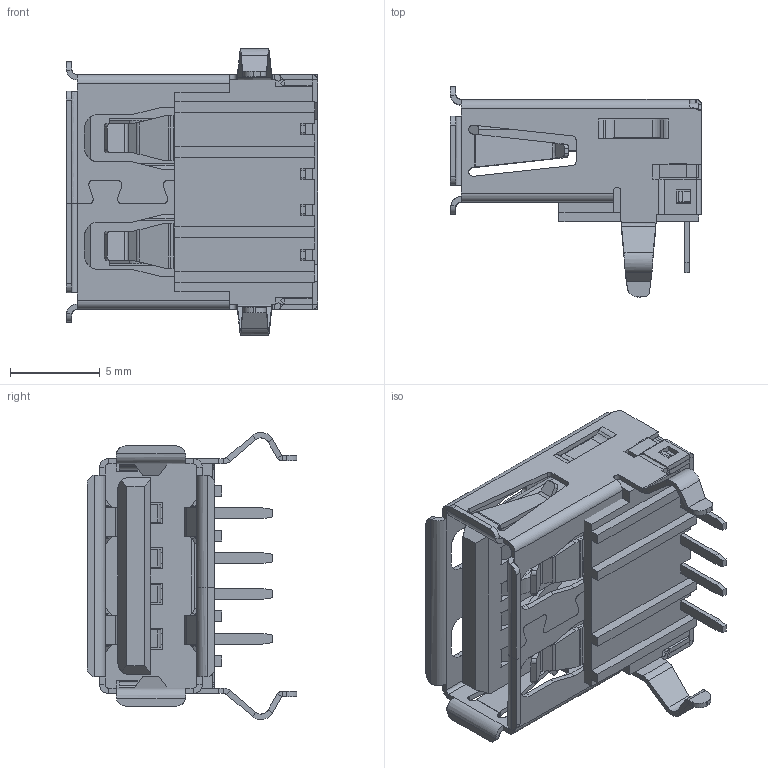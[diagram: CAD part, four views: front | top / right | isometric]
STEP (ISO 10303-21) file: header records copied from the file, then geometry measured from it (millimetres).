
FILE_DESCRIPTION(('CATIA V5 STEP Exchange','CAx-IF Rec.Pracs.--- Model Styling and Organization---1.4--- 2014-01-23'),'2;1');
FILE_NAME ('441735-2_0_2563710000_2563710000.stp','2018-12-18T12:25:24+00:00',('none'),('Weidmueller'),'CATIA Version 5-6 Release 2016 SP3 HF44','CATIA V5 STEP AP214','none');
FILE_SCHEMA(('AUTOMOTIVE_DESIGN { 1 0 10303 214 1 1 1 1 }'));
Length unit declared in the file: millimetre
Products named in the file (1): 2563710000
Bounding box: 14 x 11.7 x 16 mm (x, y, z)
Volume: 426.1 mm3; surface area: 2118.7 mm2
Topology: 1 solids, 626 shells, 1045 faces, 4169 edges, 3728 vertices
Faces by surface type: plane 784, revolution 179, bspline 66, extrusion 16
Entity records: 47259 total; most frequent: CARTESIAN_POINT 14274, ORIENTED_EDGE 5384, DIRECTION 5011, EDGE_CURVE 4165, VERTEX_POINT 3728, VECTOR 2890, LINE 2874, AXIS2_PLACEMENT_3D 1159
